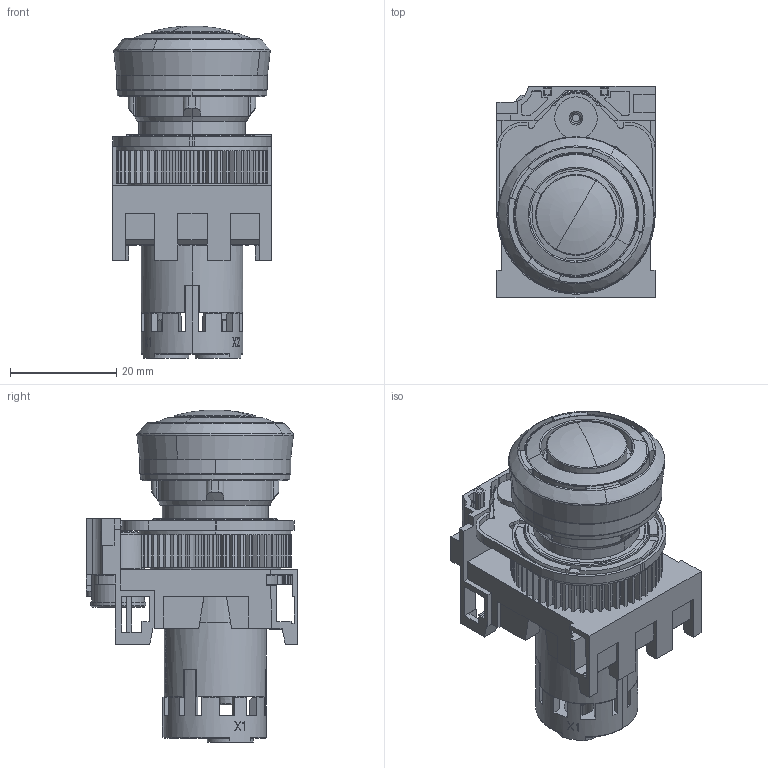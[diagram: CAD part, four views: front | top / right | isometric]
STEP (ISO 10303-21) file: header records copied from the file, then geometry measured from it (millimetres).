
FILE_DESCRIPTION(('STEP AP214'),'1');
FILE_NAME('cctmp_7E228F49-C930-4EE5-AA08-4EC163A17138_2025_10_07_17_51_41_0365..stp','2025-10-07T15:51:43',('SIEMENS A&D'),('CADClick - www.CADClick.com'),'Spatial InterOp 3D postprocessed',' ','unknown authorization');
FILE_SCHEMA(('AUTOMOTIVE_DESIGN'));
Length unit declared in the file: millimetre
Products named in the file (3): cc_unnamed; 0_1; 0
Assembly tree (2 placements, depth 2):
  cc_unnamed
    0_1
    0
Bounding box: 29.8 x 39.83 x 62.5 mm (x, y, z)
Volume: 29020.4 mm3; surface area: 20754.3 mm2
Topology: 2 solids, 3 shells, 2306 faces, 6544 edges, 4295 vertices
Faces by surface type: plane 1666, cylinder 525, cone 77, torus 36, revolution 2
Entity records: 86944 total; most frequent: CARTESIAN_POINT 18022, DIRECTION 13412, ORIENTED_EDGE 13080, EDGE_CURVE 6540, AXIS2_PLACEMENT_3D 4730, VERTEX_POINT 4295, LINE 3950, VECTOR 3950
